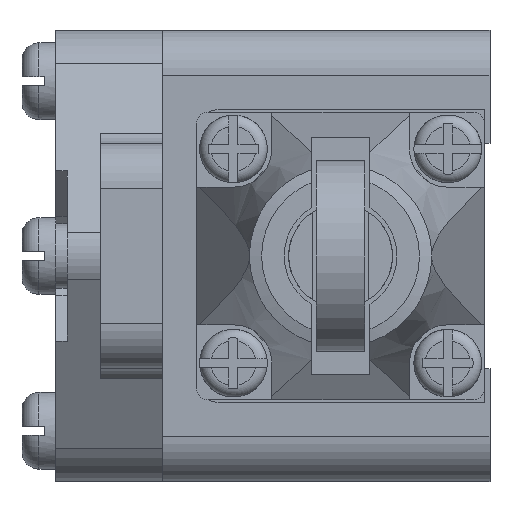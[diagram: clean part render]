
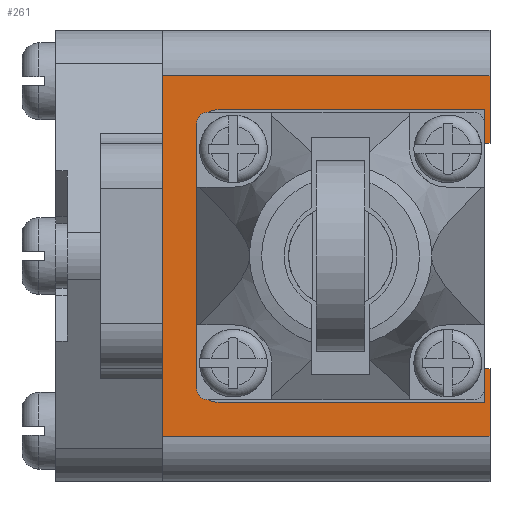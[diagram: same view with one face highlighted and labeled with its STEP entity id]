
A CAD part, front view. The second image highlights one B-rep face of the part: STEP entity #261.
In plain terms, the highlighted face is planar.
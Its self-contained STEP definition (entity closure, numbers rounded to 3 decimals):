
#261=ADVANCED_FACE('',(#2209),#2211,.T.);
#2209=FACE_BOUND('',#2210,.T.);
#2210=EDGE_LOOP('',(#6576,#6577,#6578,#6579,#6580,#6581,#6582,#6583,#6584,#6585,
#6586,#6587,#6588,#6589));
#2211=PLANE('',#2212);
#2212=AXIS2_PLACEMENT_3D('',#2213,#2214,#2215);
#2213=CARTESIAN_POINT('',(16.,0.,-34.));
#2214=DIRECTION('',(0.,0.,-1.));
#2215=DIRECTION('',(-1.,0.,0.));
#6576=ORIENTED_EDGE('',*,*,#9010,.F.);
#6577=ORIENTED_EDGE('',*,*,#9011,.T.);
#6578=ORIENTED_EDGE('',*,*,#9012,.F.);
#6579=ORIENTED_EDGE('',*,*,#9013,.F.);
#6580=ORIENTED_EDGE('',*,*,#8980,.T.);
#6581=ORIENTED_EDGE('',*,*,#9009,.T.);
#6582=ORIENTED_EDGE('',*,*,#9014,.F.);
#6583=ORIENTED_EDGE('',*,*,#8936,.F.);
#6584=ORIENTED_EDGE('',*,*,#9015,.F.);
#6585=ORIENTED_EDGE('',*,*,#9016,.F.);
#6586=ORIENTED_EDGE('',*,*,#8996,.T.);
#6587=ORIENTED_EDGE('',*,*,#9017,.T.);
#6588=ORIENTED_EDGE('',*,*,#9018,.F.);
#6589=ORIENTED_EDGE('',*,*,#9019,.T.);
#8936=EDGE_CURVE('',#10239,#10241,#10242,.T.);
#8980=EDGE_CURVE('',#10312,#10310,#10313,.T.);
#8996=EDGE_CURVE('',#10344,#10342,#10345,.T.);
#9009=EDGE_CURVE('',#10310,#10363,#10365,.T.);
#9010=EDGE_CURVE('',#10366,#10367,#10368,.T.);
#9011=EDGE_CURVE('',#10366,#10369,#10370,.T.);
#9012=EDGE_CURVE('',#10371,#10369,#10372,.T.);
#9013=EDGE_CURVE('',#10312,#10371,#10373,.T.);
#9014=EDGE_CURVE('',#10241,#10363,#10374,.T.);
#9015=EDGE_CURVE('',#10375,#10239,#10376,.T.);
#9016=EDGE_CURVE('',#10344,#10375,#10377,.T.);
#9017=EDGE_CURVE('',#10342,#10378,#10379,.T.);
#9018=EDGE_CURVE('',#10380,#10378,#10381,.T.);
#9019=EDGE_CURVE('',#10380,#10367,#10382,.T.);
#10239=VERTEX_POINT('',#13298);
#10241=VERTEX_POINT('',#13302);
#10242=LINE('',#13303,#13304);
#10310=VERTEX_POINT('',#13469);
#10312=VERTEX_POINT('',#13473);
#10313=LINE('',#13474,#13475);
#10342=VERTEX_POINT('',#13537);
#10344=VERTEX_POINT('',#13541);
#10345=LINE('',#13542,#13543);
#10363=VERTEX_POINT('',#13588);
#10365=LINE('',#13592,#13593);
#10366=VERTEX_POINT('',#13595);
#10367=VERTEX_POINT('',#13596);
#10368=LINE('',#13597,#13598);
#10369=VERTEX_POINT('',#13600);
#10370=LINE('',#13601,#13602);
#10371=VERTEX_POINT('',#13604);
#10372=LINE('',#13605,#13606);
#10373=LINE('',#13608,#13609);
#10374=CIRCLE('',#13611,2.);
#10375=VERTEX_POINT('',#13615);
#10376=CIRCLE('',#13616,2.);
#10377=LINE('',#13620,#13621);
#10378=VERTEX_POINT('',#13623);
#10379=LINE('',#13624,#13625);
#10380=VERTEX_POINT('',#13627);
#10381=LINE('',#13628,#13629);
#10382=LINE('',#13631,#13632);
#13298=CARTESIAN_POINT('',(-11.,25.5,-34.));
#13302=CARTESIAN_POINT('',(11.,25.5,-34.));
#13303=CARTESIAN_POINT('',(-11.,25.5,-34.));
#13304=VECTOR('',#13305,1.);
#13305=DIRECTION('',(1.,0.,0.));
#13469=CARTESIAN_POINT('',(13.,0.,-34.));
#13473=CARTESIAN_POINT('',(10.,0.,-34.));
#13474=CARTESIAN_POINT('',(10.,0.,-34.));
#13475=VECTOR('',#13476,1.);
#13476=DIRECTION('',(1.,0.,0.));
#13537=CARTESIAN_POINT('',(-10.,0.,-34.));
#13541=CARTESIAN_POINT('',(-13.,0.,-34.));
#13542=CARTESIAN_POINT('',(-13.,0.,-34.));
#13543=VECTOR('',#13544,1.);
#13544=DIRECTION('',(1.,0.,0.));
#13588=CARTESIAN_POINT('',(13.,23.5,-34.));
#13592=CARTESIAN_POINT('',(13.,0.,-34.));
#13593=VECTOR('',#13594,1.);
#13594=DIRECTION('',(0.,1.,0.));
#13595=CARTESIAN_POINT('',(16.,28.5,-34.));
#13596=CARTESIAN_POINT('',(-16.,28.5,-34.));
#13597=CARTESIAN_POINT('',(16.,28.5,-34.));
#13598=VECTOR('',#13599,1.);
#13599=DIRECTION('',(-1.,0.,0.));
#13600=CARTESIAN_POINT('',(16.,-0.5,-34.));
#13601=CARTESIAN_POINT('',(16.,28.5,-34.));
#13602=VECTOR('',#13603,1.);
#13603=DIRECTION('',(0.,-1.,0.));
#13604=CARTESIAN_POINT('',(10.,-0.5,-34.));
#13605=CARTESIAN_POINT('',(10.,-0.5,-34.));
#13606=VECTOR('',#13607,1.);
#13607=DIRECTION('',(1.,0.,0.));
#13608=CARTESIAN_POINT('',(10.,0.,-34.));
#13609=VECTOR('',#13610,1.);
#13610=DIRECTION('',(0.,-1.,0.));
#13611=AXIS2_PLACEMENT_3D('',#13612,#13613,#13614);
#13612=CARTESIAN_POINT('',(11.,23.5,-34.));
#13613=DIRECTION('',(0.,0.,-1.));
#13614=DIRECTION('',(0.,1.,0.));
#13615=CARTESIAN_POINT('',(-13.,23.5,-34.));
#13616=AXIS2_PLACEMENT_3D('',#13617,#13618,#13619);
#13617=CARTESIAN_POINT('',(-11.,23.5,-34.));
#13618=DIRECTION('',(0.,0.,-1.));
#13619=DIRECTION('',(-1.,0.,0.));
#13620=CARTESIAN_POINT('',(-13.,0.,-34.));
#13621=VECTOR('',#13622,1.);
#13622=DIRECTION('',(0.,1.,0.));
#13623=CARTESIAN_POINT('',(-10.,-0.5,-34.));
#13624=CARTESIAN_POINT('',(-10.,0.,-34.));
#13625=VECTOR('',#13626,1.);
#13626=DIRECTION('',(0.,-1.,0.));
#13627=CARTESIAN_POINT('',(-16.,-0.5,-34.));
#13628=CARTESIAN_POINT('',(-16.,-0.5,-34.));
#13629=VECTOR('',#13630,1.);
#13630=DIRECTION('',(1.,0.,0.));
#13631=CARTESIAN_POINT('',(-16.,-0.5,-34.));
#13632=VECTOR('',#13633,1.);
#13633=DIRECTION('',(0.,1.,0.));
